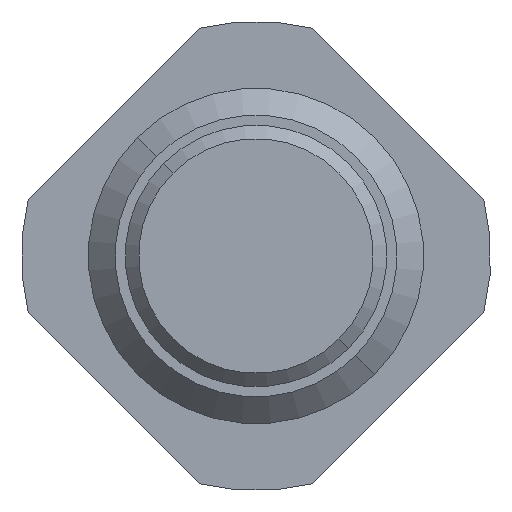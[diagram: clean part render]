
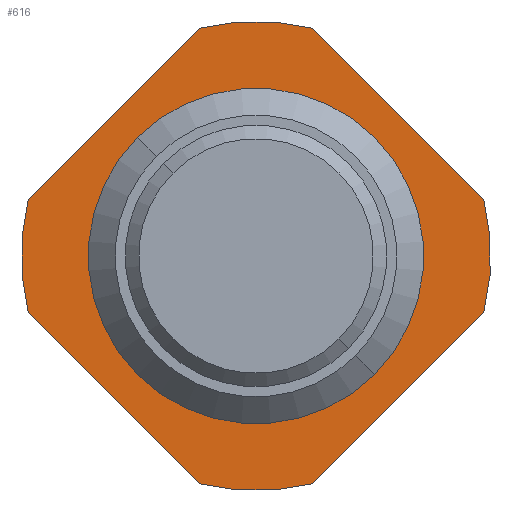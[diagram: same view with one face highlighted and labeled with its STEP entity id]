
A CAD part, front view. The second image highlights one B-rep face of the part: STEP entity #616.
In plain terms, the highlighted planar face has unit normal (0, -1, 0).
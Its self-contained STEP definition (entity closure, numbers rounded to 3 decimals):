
#42 = CARTESIAN_POINT ( 'NONE',  ( 0., 5.348, 0. ) ) ;
#63 = CARTESIAN_POINT ( 'NONE',  ( 0.177, 5.348, 2.298 ) ) ;
#79 = PLANE ( 'NONE',  #536 ) ;
#92 = ORIENTED_EDGE ( 'NONE', *, *, #898, .T. ) ;
#123 = AXIS2_PLACEMENT_3D ( 'NONE', #42, #561, #811 ) ;
#128 = EDGE_CURVE ( 'Defeature ausgef�hrt10_5+Defeature ausgef�hrt10_16+Defeature ausgef�hrt10_6+Defeature ausgef�hrt10_1', #802, #619, #2913, .T. ) ;
#136 = CIRCLE ( 'NONE', #2185, 1.75 ) ;
#192 = VERTEX_POINT ( 'NONE', #1531 ) ;
#196 = CIRCLE ( 'NONE', #327, 1.17 ) ;
#215 = EDGE_LOOP ( 'NONE', ( #333, #2900, #2341, #2735, #2121, #1324, #306, #267 ) ) ;
#267 = ORIENTED_EDGE ( 'NONE', *, *, #2090, .T. ) ;
#273 = VECTOR ( 'NONE', #2459, 1000. ) ;
#280 = CARTESIAN_POINT ( 'NONE',  ( 0.827, 5.348, -0.827 ) ) ;
#306 = ORIENTED_EDGE ( 'NONE', *, *, #2308, .F. ) ;
#327 = AXIS2_PLACEMENT_3D ( 'NONE', #2702, #2457, #609 ) ;
#333 = ORIENTED_EDGE ( 'NONE', *, *, #423, .F. ) ;
#346 = CIRCLE ( 'NONE', #123, 1.75 ) ;
#349 = DIRECTION ( 'NONE',  ( 0., 1., 0. ) ) ;
#403 = LINE ( 'NONE', #63, #2632 ) ;
#410 = DIRECTION ( 'NONE',  ( -0.707, 0., 0.707 ) ) ;
#419 = EDGE_CURVE ( 'Defeature ausgef�hrt10_5+Defeature ausgef�hrt10_15+Defeature ausgef�hrt10_1+Defeature ausgef�hrt10_2', #2522, #1460, #3263, .T. ) ;
#423 = EDGE_CURVE ( 'Defeature ausgef�hrt10_0+Defeature ausgef�hrt10_5+Defeature ausgef�hrt10_17+Defeature ausgef�hrt10_14', #3037, #192, #1721, .T. ) ;
#425 = VECTOR ( 'NONE', #2282, 1000. ) ;
#431 = EDGE_CURVE ( 'Defeature ausgef�hrt10_5+Defeature ausgef�hrt10_17+Defeature ausgef�hrt10_0+Defeature ausgef�hrt10_6', #3037, #3303, #403, .T. ) ;
#536 = AXIS2_PLACEMENT_3D ( 'NONE', #1920, #3229, #2681 ) ;
#561 = DIRECTION ( 'NONE',  ( 0., 1., 0. ) ) ;
#587 = DIRECTION ( 'NONE',  ( -0.707, 0., 0.707 ) ) ;
#609 = DIRECTION ( 'NONE',  ( -0.707, 0., 0.707 ) ) ;
#616 = ADVANCED_FACE ( 'Defeature ausgef�hrt10_5', ( #1267, #1393 ), #79, .F. ) ;
#619 = VERTEX_POINT ( 'NONE', #1112 ) ;
#628 = CARTESIAN_POINT ( 'NONE',  ( -0.177, 5.348, -2.298 ) ) ;
#700 = CARTESIAN_POINT ( 'NONE',  ( -2.298, 5.348, 0.177 ) ) ;
#762 = VERTEX_POINT ( 'NONE', #280 ) ;
#802 = VERTEX_POINT ( 'NONE', #2159 ) ;
#811 = DIRECTION ( 'NONE',  ( -0.707, 0., 0.707 ) ) ;
#812 = DIRECTION ( 'NONE',  ( -0.707, 0., 0.707 ) ) ;
#898 = EDGE_CURVE ( 'Defeature ausgef�hrt10_5+Defeature ausgef�hrt10_4+Defeature ausgef�hrt10_4+Defeature ausgef�hrt10_4', #1611, #762, #196, .T. ) ;
#948 = CARTESIAN_POINT ( 'NONE',  ( -1.698, 5.348, 0.423 ) ) ;
#983 = EDGE_LOOP ( 'NONE', ( #92, #1878 ) ) ;
#1050 = CIRCLE ( 'NONE', #2884, 1.17 ) ;
#1085 = VERTEX_POINT ( 'NONE', #2691 ) ;
#1112 = CARTESIAN_POINT ( 'NONE',  ( -0.423, 5.348, -1.698 ) ) ;
#1152 = DIRECTION ( 'NONE',  ( -0.707, 0., 0.707 ) ) ;
#1267 = FACE_OUTER_BOUND ( 'NONE', #215, .T. ) ;
#1324 = ORIENTED_EDGE ( 'NONE', *, *, #419, .T. ) ;
#1393 = FACE_BOUND ( 'NONE', #983, .T. ) ;
#1460 = VERTEX_POINT ( 'NONE', #2251 ) ;
#1511 = VECTOR ( 'NONE', #2552, 1000. ) ;
#1531 = CARTESIAN_POINT ( 'NONE',  ( 0.423, 5.348, 1.698 ) ) ;
#1604 = CARTESIAN_POINT ( 'NONE',  ( -0.827, 5.348, 0.827 ) ) ;
#1611 = VERTEX_POINT ( 'NONE', #1604 ) ;
#1657 = EDGE_CURVE ( 'Defeature ausgef�hrt10_6+Defeature ausgef�hrt10_5+Defeature ausgef�hrt10_16+Defeature ausgef�hrt10_17', #802, #3303, #346, .T. ) ;
#1663 = CARTESIAN_POINT ( 'NONE',  ( 0., 5.348, 0. ) ) ;
#1721 = CIRCLE ( 'NONE', #2859, 1.75 ) ;
#1740 = CARTESIAN_POINT ( 'NONE',  ( 2.298, 5.348, -0.177 ) ) ;
#1878 = ORIENTED_EDGE ( 'NONE', *, *, #2110, .T. ) ;
#1920 = CARTESIAN_POINT ( 'NONE',  ( 1.237, 5.348, 1.237 ) ) ;
#2090 = EDGE_CURVE ( 'Defeature ausgef�hrt10_5+Defeature ausgef�hrt10_14+Defeature ausgef�hrt10_2+Defeature ausgef�hrt10_0', #1085, #192, #3068, .T. ) ;
#2110 = EDGE_CURVE ( 'Defeature ausgef�hrt10_5+Defeature ausgef�hrt10_4+Defeature ausgef�hrt10_4+Defeature ausgef�hrt10_4', #762, #1611, #1050, .T. ) ;
#2120 = CARTESIAN_POINT ( 'NONE',  ( 0., 5.348, 0. ) ) ;
#2121 = ORIENTED_EDGE ( 'NONE', *, *, #2378, .F. ) ;
#2159 = CARTESIAN_POINT ( 'NONE',  ( -1.698, 5.348, -0.423 ) ) ;
#2185 = AXIS2_PLACEMENT_3D ( 'NONE', #1663, #349, #587 ) ;
#2251 = CARTESIAN_POINT ( 'NONE',  ( 1.698, 5.348, -0.423 ) ) ;
#2272 = DIRECTION ( 'NONE',  ( 0., 1., 0. ) ) ;
#2282 = DIRECTION ( 'NONE',  ( -0.707, 0., 0.707 ) ) ;
#2308 = EDGE_CURVE ( 'Defeature ausgef�hrt10_2+Defeature ausgef�hrt10_5+Defeature ausgef�hrt10_14+Defeature ausgef�hrt10_15', #1085, #1460, #2693, .T. ) ;
#2341 = ORIENTED_EDGE ( 'NONE', *, *, #1657, .F. ) ;
#2378 = EDGE_CURVE ( 'Defeature ausgef�hrt10_1+Defeature ausgef�hrt10_5+Defeature ausgef�hrt10_15+Defeature ausgef�hrt10_16', #2522, #619, #136, .T. ) ;
#2411 = DIRECTION ( 'NONE',  ( 0., 1., 0. ) ) ;
#2457 = DIRECTION ( 'NONE',  ( 0., 1., 0. ) ) ;
#2459 = DIRECTION ( 'NONE',  ( 0.707, 0., 0.707 ) ) ;
#2490 = DIRECTION ( 'NONE',  ( -0.707, 0., -0.707 ) ) ;
#2506 = CARTESIAN_POINT ( 'NONE',  ( 0., 5.348, 0. ) ) ;
#2522 = VERTEX_POINT ( 'NONE', #2768 ) ;
#2552 = DIRECTION ( 'NONE',  ( 0.707, 0., -0.707 ) ) ;
#2632 = VECTOR ( 'NONE', #2490, 1000. ) ;
#2681 = DIRECTION ( 'NONE',  ( -0.707, 0., 0.707 ) ) ;
#2691 = CARTESIAN_POINT ( 'NONE',  ( 1.698, 5.348, 0.423 ) ) ;
#2693 = CIRCLE ( 'NONE', #3254, 1.75 ) ;
#2702 = CARTESIAN_POINT ( 'NONE',  ( 0., 5.348, 0. ) ) ;
#2714 = CARTESIAN_POINT ( 'NONE',  ( 0., 5.348, 0. ) ) ;
#2735 = ORIENTED_EDGE ( 'NONE', *, *, #128, .T. ) ;
#2768 = CARTESIAN_POINT ( 'NONE',  ( 0.423, 5.348, -1.698 ) ) ;
#2859 = AXIS2_PLACEMENT_3D ( 'NONE', #2714, #3280, #1152 ) ;
#2884 = AXIS2_PLACEMENT_3D ( 'NONE', #2506, #2272, #410 ) ;
#2900 = ORIENTED_EDGE ( 'NONE', *, *, #431, .T. ) ;
#2913 = LINE ( 'NONE', #700, #1511 ) ;
#3037 = VERTEX_POINT ( 'NONE', #3291 ) ;
#3068 = LINE ( 'NONE', #1740, #425 ) ;
#3229 = DIRECTION ( 'NONE',  ( 0., 1., 0. ) ) ;
#3254 = AXIS2_PLACEMENT_3D ( 'NONE', #2120, #2411, #812 ) ;
#3263 = LINE ( 'NONE', #628, #273 ) ;
#3280 = DIRECTION ( 'NONE',  ( 0., 1., 0. ) ) ;
#3291 = CARTESIAN_POINT ( 'NONE',  ( -0.423, 5.348, 1.698 ) ) ;
#3303 = VERTEX_POINT ( 'NONE', #948 ) ;
